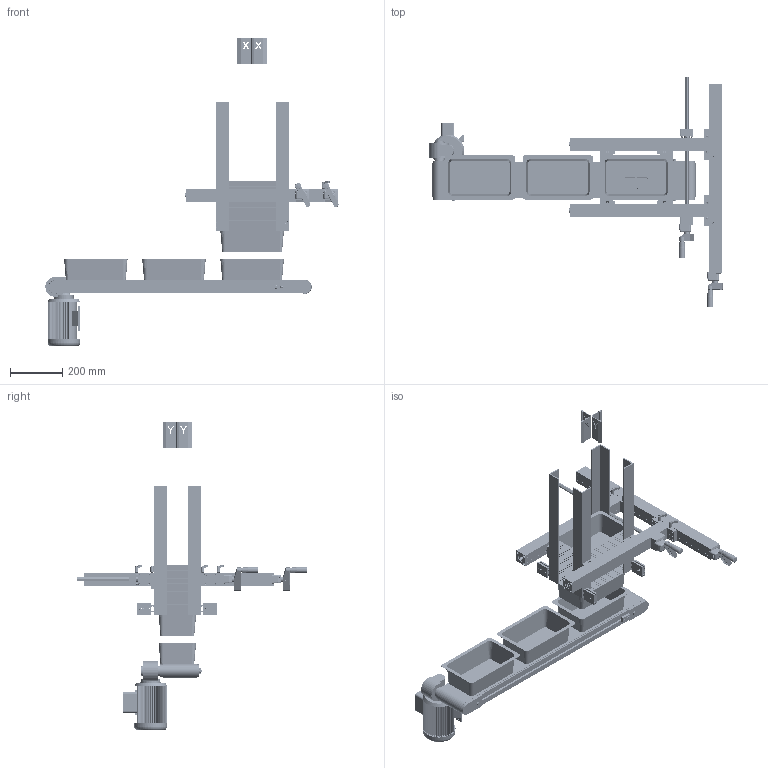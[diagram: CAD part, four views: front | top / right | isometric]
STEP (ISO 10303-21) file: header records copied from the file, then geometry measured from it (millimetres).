
FILE_DESCRIPTION(/* description */ ('Unknown'),/* implementation_level */ '2;1');
FILE_NAME(/* name */ 'A-0000226-Tub-Magazin-50-Vereinzler-dy',/* time_stamp */ '2020-05-25T10:44:04+02:00',/* author */ ('Unknown'),/* organization */ ('Unknown'),/* preprocessor_version */ 'ST-DEVELOPER v16.7',/* originating_system */ 'Solid Edge',/* authorisation */ 'Unknown');
FILE_SCHEMA (('AUTOMOTIVE_DESIGN {1 0 10303 214 3 1 1}'));
Products named in the file (19): A-0000226-Tub-Magazin-50-Vereinzler-dy; Profil-50-Magazin; A-0000114-Schlitten50-120lg-Klem-Alu-dy; A-0000127-Digi-Adapterplatte-50-dy; A-0000125-Flanschlager50-Stirnseite-dy; Tub-150-250 ; A-0000123-Schlitten50-60lg-Alu-dy; ref-4x90G; T-0000273-Adapterplatte; Profil-50-Magazin-2; Schachtprofil-Winkel; A-0000070-Kegelradgetriebe50-im-Profil.dy; A-0000098-Deckel50-geschraubt-dy; 550908 HPV-10-10-A---(0_1); 550908 HPV-10-10-A---(ZR_0_1); 550908 HPV-10-10-A---(JAW); DIN-913 - M3x4; TB-150br-1000lg-dy; Welle-6kt-Magazin
Assembly tree (58 placements, depth 3):
  A-0000226-Tub-Magazin-50-Vereinzler-dy
    Profil-50-Magazin
    A-0000114-Schlitten50-120lg-Klem-Alu-dy  x2
    A-0000127-Digi-Adapterplatte-50-dy  x2
    A-0000125-Flanschlager50-Stirnseite-dy  x3
    Tub-150-250   x23
    A-0000123-Schlitten50-60lg-Alu-dy  x4
    ref-4x90G
    T-0000273-Adapterplatte  x2
    Profil-50-Magazin-2  x2
    Schachtprofil-Winkel  x4
    A-0000070-Kegelradgetriebe50-im-Profil.dy  x2
    A-0000098-Deckel50-geschraubt-dy
    550908 HPV-10-10-A---(0_1)  x4
      550908 HPV-10-10-A---(ZR_0_1)
      550908 HPV-10-10-A---(JAW)
      DIN-913 - M3x4
    TB-150br-1000lg-dy
    Welle-6kt-Magazin
Bounding box: 1125.53 x 884.46 x 1185.07 mm (x, y, z)
Volume: 12287416.4 mm3; surface area: 7834262.5 mm2
Topology: 83 solids, 91 shells, 9908 faces, 26187 edges, 17019 vertices
Faces by surface type: plane 6262, cylinder 1968, cone 997, bspline 497, torus 147, sphere 37
Full cylindrical faces by diameter (mm): 1.4 x8, 1.7 x10, 2.459 x12, 3 x16, 3.2 x72, 3.242 x8, 4 x11, 4.1 x2, 4.134 x16, 4.2 x14, 4.5 x4, 4.917 x108, 5 x72, 5.3 x4, 5.5 x12, 5.8 x8, 5.917 x4, 6 x48, 6.2 x1, 6.3 x16, 6.4 x42, 7 x12, 7.8 x1, 8 x6, 8.3 x4, 8.96 x4, 10 x40, 11 x28, 11.5 x2, 12 x22
Entity records: 168704 total; most frequent: CARTESIAN_POINT 42549, ORIENTED_EDGE 20408, DIRECTION 19528, EDGE_CURVE 10204, LINE 7056, VECTOR 7056, VERTEX_POINT 6919, AXIS2_PLACEMENT_3D 6236
